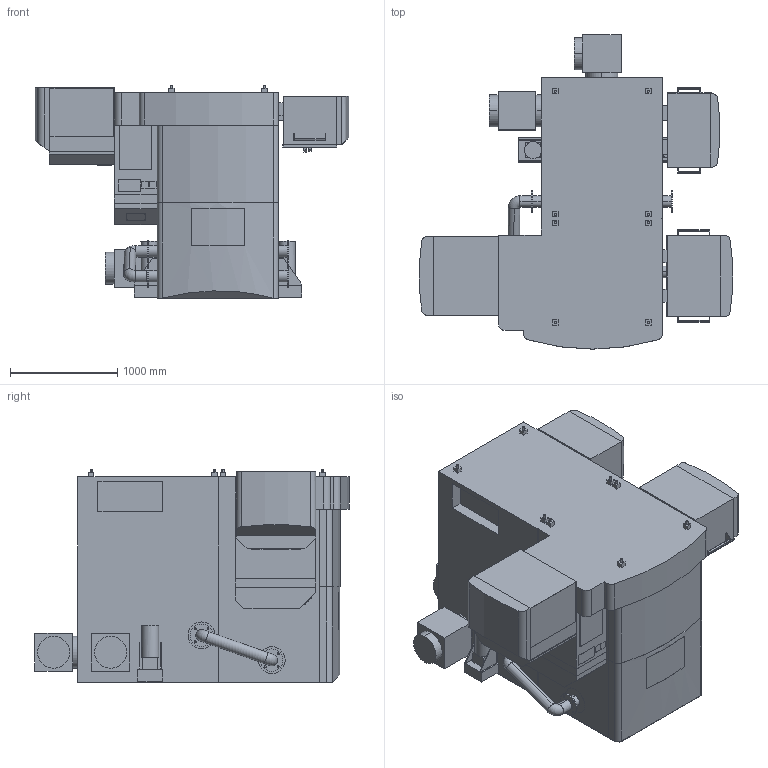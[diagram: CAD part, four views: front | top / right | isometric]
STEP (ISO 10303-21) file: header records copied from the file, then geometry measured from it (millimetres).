
FILE_DESCRIPTION (( 'STEP AP203' ), '1' );
FILE_NAME ('Kotel_500kW_P_2020.STEP', '2021-02-10T12:39:26', ( '' ), ( '' ), 'SwSTEP 2.0', 'SolidWorks 2020', '' );
FILE_SCHEMA (( 'CONFIG_CONTROL_DESIGN' ));
Length unit declared in the file: millimetre
Products named in the file (1): Kotel_500kW_P_2020
Bounding box: 2924.63 x 2934.91 x 1992.5 mm (x, y, z)
Volume: 6575427771.3 mm3; surface area: 48453074.5 mm2
Topology: 25 solids, 25 shells, 575 faces, 1390 edges, 917 vertices
Faces by surface type: plane 420, cylinder 153, torus 2
Entity records: 16809 total; most frequent: CARTESIAN_POINT 2912, DIRECTION 2847, ORIENTED_EDGE 2772, EDGE_CURVE 1386, LINE 1055, VECTOR 1055, VERTEX_POINT 917, AXIS2_PLACEMENT_3D 896
